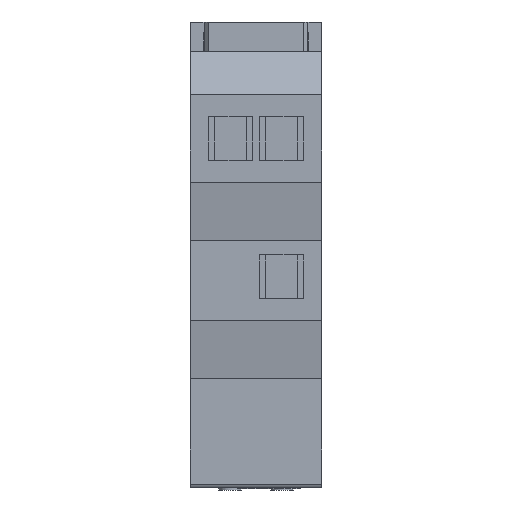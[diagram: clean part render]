
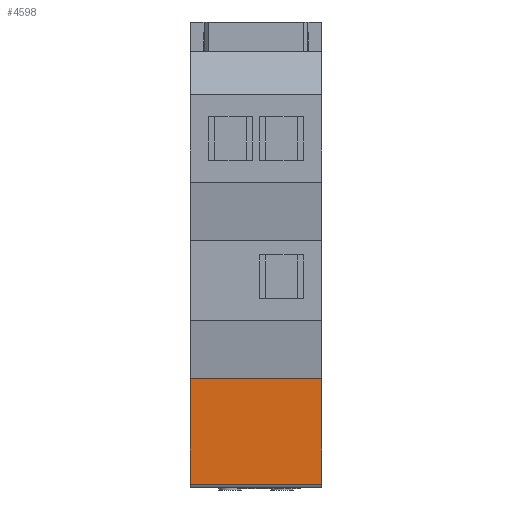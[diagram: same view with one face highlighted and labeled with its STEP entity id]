
A CAD part, front view. The second image highlights one B-rep face of the part: STEP entity #4598.
In plain terms, the highlighted planar face has unit normal (0, -1, 0).
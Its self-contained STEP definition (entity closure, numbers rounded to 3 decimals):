
#639 = DIRECTION ( 'NONE',  ( 1., 0., 0. ) ) ;
#761 = DIRECTION ( 'NONE',  ( 0., 0., -1. ) ) ;
#1248 = DIRECTION ( 'NONE',  ( 0., 0., 1. ) ) ;
#1488 = EDGE_CURVE ( 'NONE', #7510, #14042, #2696, .T. ) ;
#2303 = VERTEX_POINT ( 'NONE', #13167 ) ;
#2674 = VECTOR ( 'NONE', #12401, 1000. ) ;
#2696 = LINE ( 'NONE', #9601, #2674 ) ;
#3431 = ORIENTED_EDGE ( 'NONE', *, *, #1488, .T. ) ;
#4598 = ADVANCED_FACE ( 'NONE', ( #10351 ), #6799, .F. ) ;
#4755 = DIRECTION ( 'NONE',  ( 0., 0., -1. ) ) ;
#5558 = VERTEX_POINT ( 'NONE', #14503 ) ;
#6134 = CARTESIAN_POINT ( 'NONE',  ( -9., -22.5, -45. ) ) ;
#6799 = PLANE ( 'NONE',  #10571 ) ;
#7510 = VERTEX_POINT ( 'NONE', #8997 ) ;
#8195 = CARTESIAN_POINT ( 'NONE',  ( 9., -22.5, -45. ) ) ;
#8465 = EDGE_LOOP ( 'NONE', ( #16297, #13335, #8754, #3431 ) ) ;
#8754 = ORIENTED_EDGE ( 'NONE', *, *, #15130, .F. ) ;
#8997 = CARTESIAN_POINT ( 'NONE',  ( 9., -22.5, -45. ) ) ;
#9601 = CARTESIAN_POINT ( 'NONE',  ( 9., -22.5, -45. ) ) ;
#9613 = DIRECTION ( 'NONE',  ( 0., 1., 0. ) ) ;
#10351 = FACE_OUTER_BOUND ( 'NONE', #8465, .T. ) ;
#10571 = AXIS2_PLACEMENT_3D ( 'NONE', #8195, #9613, #1248 ) ;
#10614 = CARTESIAN_POINT ( 'NONE',  ( -9., -22.5, -45. ) ) ;
#12401 = DIRECTION ( 'NONE',  ( -1., 0., 0. ) ) ;
#13167 = CARTESIAN_POINT ( 'NONE',  ( -9., -22.5, -59.5 ) ) ;
#13335 = ORIENTED_EDGE ( 'NONE', *, *, #15085, .T. ) ;
#14042 = VERTEX_POINT ( 'NONE', #10614 ) ;
#14503 = CARTESIAN_POINT ( 'NONE',  ( 9., -22.5, -59.5 ) ) ;
#15055 = EDGE_CURVE ( 'NONE', #14042, #2303, #17202, .T. ) ;
#15085 = EDGE_CURVE ( 'NONE', #2303, #5558, #16979, .T. ) ;
#15130 = EDGE_CURVE ( 'NONE', #7510, #5558, #16878, .T. ) ;
#16297 = ORIENTED_EDGE ( 'NONE', *, *, #15055, .T. ) ;
#16861 = VECTOR ( 'NONE', #639, 1000. ) ;
#16878 = LINE ( 'NONE', #17366, #17052 ) ;
#16979 = LINE ( 'NONE', #17250, #16861 ) ;
#17052 = VECTOR ( 'NONE', #761, 1000. ) ;
#17074 = VECTOR ( 'NONE', #4755, 1000. ) ;
#17202 = LINE ( 'NONE', #6134, #17074 ) ;
#17250 = CARTESIAN_POINT ( 'NONE',  ( 9., -22.5, -59.5 ) ) ;
#17366 = CARTESIAN_POINT ( 'NONE',  ( 9., -22.5, -45. ) ) ;
